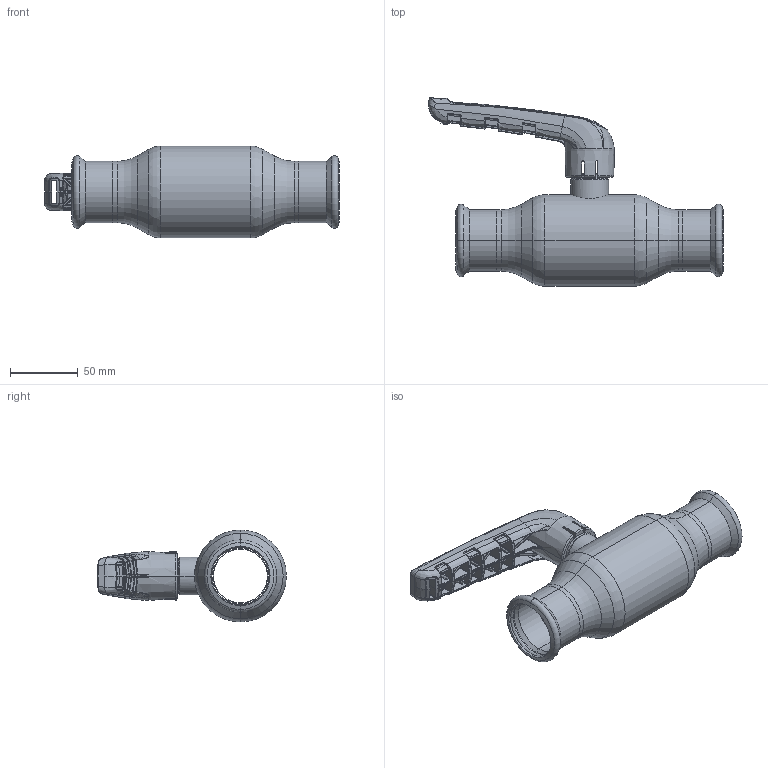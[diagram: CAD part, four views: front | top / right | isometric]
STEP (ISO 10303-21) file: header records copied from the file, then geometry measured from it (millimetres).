
FILE_DESCRIPTION (( 'STEP AP214' ), '1' );
FILE_NAME ('XPR10100 DN40 42 x 42.step', '2018-09-10T11:02:53', ( '' ), ( '' ), 'SwSTEP 2.0', 'SolidWorks 2017', '' );
FILE_SCHEMA (( 'AUTOMOTIVE_DESIGN' ));
Length unit declared in the file: millimetre
Products named in the file (1): XPR10100 DN40 42 x 42
Bounding box: 218.35 x 139.71 x 68 mm (x, y, z)
Surface area: 75084.1 mm2 (no closed solid volume)
Topology: 0 solids, 12 shells, 836 faces, 2867 edges, 1886 vertices
Faces by surface type: bspline 706, plane 39, cylinder 34, cone 30, torus 21, sphere 6
Entity records: 63963 total; most frequent: CARTESIAN_POINT 37072, ORIENTED_EDGE 4525, EDGE_CURVE 2843, B_SPLINE_CURVE_WITH_KNOTS 2024, VERTEX_POINT 1886, DIRECTION 1743, EDGE_LOOP 850, UNCERTAINTY_MEASURE_WITH_UNIT 838
